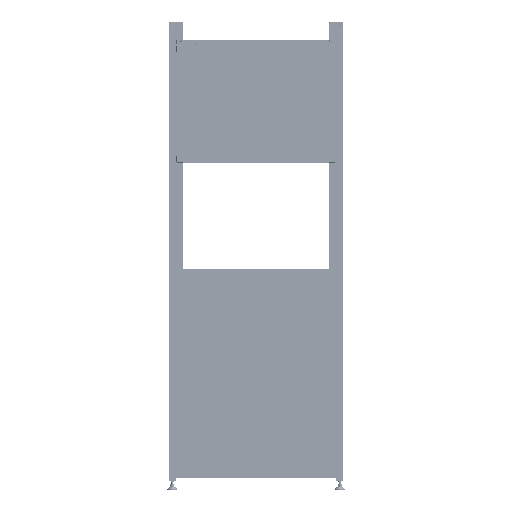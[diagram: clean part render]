
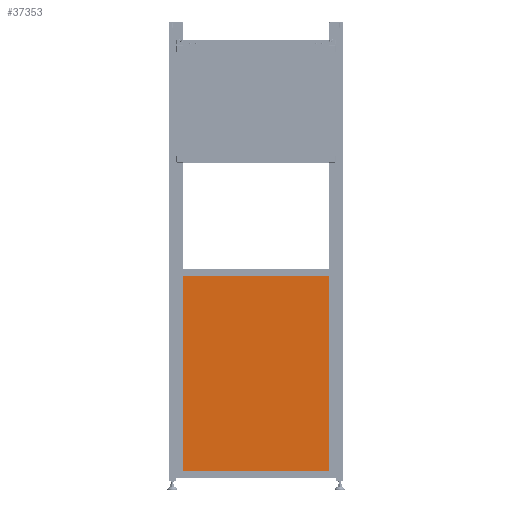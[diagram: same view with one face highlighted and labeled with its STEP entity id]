
A CAD part, front view. The second image highlights one B-rep face of the part: STEP entity #37353.
In plain terms, the highlighted planar face has unit normal (0, -1, 0).
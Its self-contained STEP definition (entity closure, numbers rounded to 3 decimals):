
#37353=ADVANCED_FACE('',(#45033),#45034,.T.);
#45033=FACE_OUTER_BOUND('',#54635,.T.);
#45034=PLANE('',#54636);
#54635=EDGE_LOOP('',(#67572,#67573,#67574,#67575));
#54636=AXIS2_PLACEMENT_3D('',#67576,#67577,#67578);
#67572=ORIENTED_EDGE('',*,*,#90413,.F.);
#67573=ORIENTED_EDGE('',*,*,#90416,.F.);
#67574=ORIENTED_EDGE('',*,*,#90408,.F.);
#67575=ORIENTED_EDGE('',*,*,#90404,.F.);
#67576=CARTESIAN_POINT('',(0.,-22.5,600.0));
#67577=DIRECTION('',(0.0,-1.0,0.));
#67578=DIRECTION('',(1.0,0.0,0.0));
#90404=EDGE_CURVE('',#100565,#100567,#100568,.T.);
#90408=EDGE_CURVE('',#100567,#100573,#100574,.T.);
#90413=EDGE_CURVE('',#100580,#100565,#100582,.T.);
#90416=EDGE_CURVE('',#100573,#100580,#100585,.T.);
#100565=VERTEX_POINT('',#115983);
#100567=VERTEX_POINT('',#115986);
#100568=LINE('',#115987,#115988);
#100573=VERTEX_POINT('',#115995);
#100574=LINE('',#115996,#115997);
#100580=VERTEX_POINT('',#116005);
#100582=LINE('',#116008,#116009);
#100585=LINE('',#116013,#116014);
#115983=CARTESIAN_POINT('',(-430.,-22.5,30.0));
#115986=CARTESIAN_POINT('',(-430.,-22.5,1170.0));
#115987=CARTESIAN_POINT('',(-430.,-22.5,600.0));
#115988=VECTOR('',#141209,1.0);
#115995=CARTESIAN_POINT('',(430.,-22.5,1170.0));
#115996=CARTESIAN_POINT('',(0.,-22.5,1170.0));
#115997=VECTOR('',#141212,1.0);
#116005=CARTESIAN_POINT('',(430.,-22.5,30.0));
#116008=CARTESIAN_POINT('',(0.,-22.5,30.0));
#116009=VECTOR('',#141216,1.0);
#116013=CARTESIAN_POINT('',(430.,-22.5,600.0));
#116014=VECTOR('',#141218,1.0);
#141209=DIRECTION('',(0.0,0.,1.0));
#141212=DIRECTION('',(1.0,0.0,0.0));
#141216=DIRECTION('',(-1.0,0.0,0.0));
#141218=DIRECTION('',(0.0,0.,-1.0));
